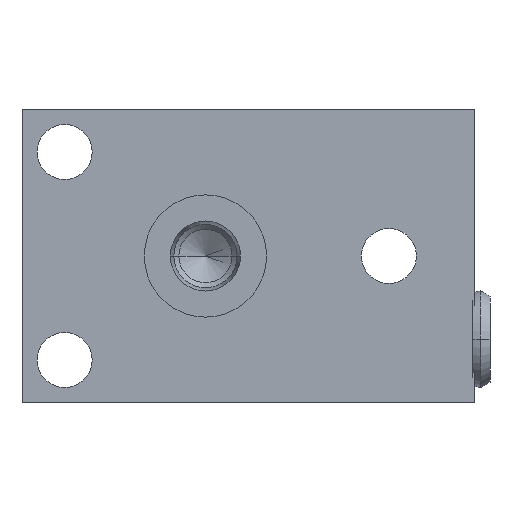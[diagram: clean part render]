
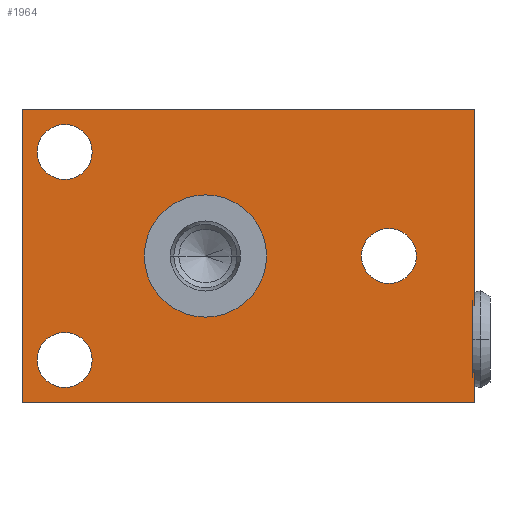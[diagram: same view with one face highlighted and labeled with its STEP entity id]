
A CAD part, front view. The second image highlights one B-rep face of the part: STEP entity #1964.
In plain terms, the highlighted planar face has unit normal (0, -1, 0).
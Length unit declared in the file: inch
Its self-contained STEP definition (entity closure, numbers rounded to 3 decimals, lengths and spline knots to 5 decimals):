
#9=CARTESIAN_POINT('',(-0.719,-0.401,-0.531));
#10=DIRECTION('',(0.,1.,0.));
#11=DIRECTION('',(1.,0.,0.));
#12=AXIS2_PLACEMENT_3D('',#9,#10,#11);
#14=CARTESIAN_POINT('',(-0.719,-0.401,-0.531));
#15=DIRECTION('',(0.,1.,0.));
#16=DIRECTION('',(-1.,0.,0.));
#17=AXIS2_PLACEMENT_3D('',#14,#15,#16);
#19=CARTESIAN_POINT('',(-0.719,-0.401,0.531));
#20=DIRECTION('',(0.,1.,0.));
#21=DIRECTION('',(1.,0.,0.));
#22=AXIS2_PLACEMENT_3D('',#19,#20,#21);
#24=CARTESIAN_POINT('',(-0.719,-0.401,0.531));
#25=DIRECTION('',(0.,1.,0.));
#26=DIRECTION('',(-1.,0.,0.));
#27=AXIS2_PLACEMENT_3D('',#24,#25,#26);
#29=CARTESIAN_POINT('',(0.937,-0.401,0.));
#30=DIRECTION('',(0.,1.,0.));
#31=DIRECTION('',(1.,0.,0.));
#32=AXIS2_PLACEMENT_3D('',#29,#30,#31);
#34=CARTESIAN_POINT('',(0.937,-0.401,0.));
#35=DIRECTION('',(0.,1.,0.));
#36=DIRECTION('',(-1.,0.,0.));
#37=AXIS2_PLACEMENT_3D('',#34,#35,#36);
#39=DIRECTION('',(0.,0.,1.));
#40=VECTOR('',#39,0.34369);
#41=CARTESIAN_POINT('',(1.365,-0.401,-0.59685));
#42=LINE('',#41,#40);
#43=DIRECTION('',(1.,0.,0.));
#44=VECTOR('',#43,0.01);
#45=CARTESIAN_POINT('',(1.365,-0.401,-0.59685));
#46=LINE('',#45,#44);
#47=DIRECTION('',(0.,0.,1.));
#48=VECTOR('',#47,1.5);
#49=CARTESIAN_POINT('',(-0.937,-0.401,-0.75));
#50=LINE('',#49,#48);
#51=DIRECTION('',(1.,0.,0.));
#52=VECTOR('',#51,0.01);
#53=CARTESIAN_POINT('',(1.365,-0.401,-0.25315));
#54=LINE('',#53,#52);
#55=CARTESIAN_POINT('',(0.,-0.401,0.));
#56=DIRECTION('',(0.,-1.,0.));
#57=DIRECTION('',(-1.,0.,0.));
#58=AXIS2_PLACEMENT_3D('',#55,#56,#57);
#60=CARTESIAN_POINT('',(0.,-0.401,0.));
#61=DIRECTION('',(0.,-1.,0.));
#62=DIRECTION('',(1.,0.,0.));
#63=AXIS2_PLACEMENT_3D('',#60,#61,#62);
#127=DIRECTION('',(1.,0.,0.));
#128=VECTOR('',#127,2.312);
#129=CARTESIAN_POINT('',(-0.937,-0.401,-0.75));
#130=LINE('',#129,#128);
#341=DIRECTION('',(0.,0.,1.));
#342=VECTOR('',#341,0.15315);
#343=CARTESIAN_POINT('',(1.375,-0.401,-0.75));
#344=LINE('',#343,#342);
#345=DIRECTION('',(0.,0.,1.));
#346=VECTOR('',#345,1.00315);
#347=CARTESIAN_POINT('',(1.375,-0.401,-0.25315));
#348=LINE('',#347,#346);
#361=DIRECTION('',(1.,0.,0.));
#362=VECTOR('',#361,2.312);
#363=CARTESIAN_POINT('',(-0.937,-0.401,0.75));
#364=LINE('',#363,#362);
#1752=CARTESIAN_POINT('',(-0.937,-0.401,-0.75));
#1754=VERTEX_POINT('',#1752);
#1755=CARTESIAN_POINT('',(1.375,-0.401,-0.75));
#1756=VERTEX_POINT('',#1755);
#1760=CARTESIAN_POINT('',(-0.937,-0.401,0.75));
#1762=VERTEX_POINT('',#1760);
#1763=CARTESIAN_POINT('',(1.375,-0.401,0.75));
#1764=VERTEX_POINT('',#1763);
#1772=CARTESIAN_POINT('',(-0.5785,-0.401,-0.531));
#1774=VERTEX_POINT('',#1772);
#1776=CARTESIAN_POINT('',(-0.8595,-0.401,-0.531));
#1778=VERTEX_POINT('',#1776);
#1780=CARTESIAN_POINT('',(-0.5785,-0.401,0.531));
#1782=VERTEX_POINT('',#1780);
#1784=CARTESIAN_POINT('',(-0.8595,-0.401,0.531));
#1786=VERTEX_POINT('',#1784);
#1788=CARTESIAN_POINT('',(1.0775,-0.401,0.));
#1790=VERTEX_POINT('',#1788);
#1792=CARTESIAN_POINT('',(0.7965,-0.401,0.));
#1794=VERTEX_POINT('',#1792);
#1811=CARTESIAN_POINT('',(1.365,-0.401,-0.59685));
#1812=CARTESIAN_POINT('',(1.365,-0.401,-0.25315));
#1813=VERTEX_POINT('',#1811);
#1814=VERTEX_POINT('',#1812);
#1815=CARTESIAN_POINT('',(1.375,-0.401,-0.59685));
#1816=VERTEX_POINT('',#1815);
#1817=CARTESIAN_POINT('',(1.375,-0.401,-0.25315));
#1818=VERTEX_POINT('',#1817);
#1841=CARTESIAN_POINT('',(-0.3125,-0.401,0.));
#1842=VERTEX_POINT('',#1841);
#1843=CARTESIAN_POINT('',(0.3125,-0.401,0.));
#1844=VERTEX_POINT('',#1843);
#1919=CARTESIAN_POINT('',(-0.937,-0.401,-0.75));
#1920=DIRECTION('',(0.,-1.,0.));
#1921=DIRECTION('',(1.,0.,0.));
#1922=AXIS2_PLACEMENT_3D('',#1919,#1920,#1921);
#1923=PLANE('',#1922);
#1925=ORIENTED_EDGE('',*,*,#1924,.F.);
#1927=ORIENTED_EDGE('',*,*,#1926,.T.);
#1929=ORIENTED_EDGE('',*,*,#1928,.F.);
#1931=ORIENTED_EDGE('',*,*,#1930,.F.);
#1933=ORIENTED_EDGE('',*,*,#1932,.T.);
#1935=ORIENTED_EDGE('',*,*,#1934,.T.);
#1937=ORIENTED_EDGE('',*,*,#1936,.F.);
#1939=ORIENTED_EDGE('',*,*,#1938,.F.);
#1940=EDGE_LOOP('',(#1925,#1927,#1929,#1931,#1933,#1935,#1937,#1939));
#1941=FACE_OUTER_BOUND('',#1940,.F.);
#1942=ORIENTED_EDGE('',*,*,#1911,.F.);
#1943=ORIENTED_EDGE('',*,*,#1900,.F.);
#1944=EDGE_LOOP('',(#1942,#1943));
#1945=FACE_BOUND('',#1944,.F.);
#1947=ORIENTED_EDGE('',*,*,#1946,.F.);
#1949=ORIENTED_EDGE('',*,*,#1948,.F.);
#1950=EDGE_LOOP('',(#1947,#1949));
#1951=FACE_BOUND('',#1950,.F.);
#1953=ORIENTED_EDGE('',*,*,#1952,.F.);
#1955=ORIENTED_EDGE('',*,*,#1954,.F.);
#1956=EDGE_LOOP('',(#1953,#1955));
#1957=FACE_BOUND('',#1956,.F.);
#1959=ORIENTED_EDGE('',*,*,#1958,.T.);
#1961=ORIENTED_EDGE('',*,*,#1960,.T.);
#1962=EDGE_LOOP('',(#1959,#1961));
#1963=FACE_BOUND('',#1962,.F.);
#1964=ADVANCED_FACE('',(#1941,#1945,#1951,#1957,#1963),#1923,.T.);
#13=CIRCLE('',#12,0.1405);
#18=CIRCLE('',#17,0.1405);
#23=CIRCLE('',#22,0.1405);
#28=CIRCLE('',#27,0.1405);
#33=CIRCLE('',#32,0.1405);
#38=CIRCLE('',#37,0.1405);
#59=CIRCLE('',#58,0.3125);
#64=CIRCLE('',#63,0.3125);
#1900=EDGE_CURVE('',#1786,#1782,#28,.T.);
#1911=EDGE_CURVE('',#1782,#1786,#23,.T.);
#1924=EDGE_CURVE('',#1813,#1814,#42,.T.);
#1926=EDGE_CURVE('',#1813,#1816,#46,.T.);
#1928=EDGE_CURVE('',#1756,#1816,#344,.T.);
#1930=EDGE_CURVE('',#1754,#1756,#130,.T.);
#1932=EDGE_CURVE('',#1754,#1762,#50,.T.);
#1934=EDGE_CURVE('',#1762,#1764,#364,.T.);
#1936=EDGE_CURVE('',#1818,#1764,#348,.T.);
#1938=EDGE_CURVE('',#1814,#1818,#54,.T.);
#1946=EDGE_CURVE('',#1790,#1794,#33,.T.);
#1948=EDGE_CURVE('',#1794,#1790,#38,.T.);
#1952=EDGE_CURVE('',#1774,#1778,#13,.T.);
#1954=EDGE_CURVE('',#1778,#1774,#18,.T.);
#1958=EDGE_CURVE('',#1842,#1844,#59,.T.);
#1960=EDGE_CURVE('',#1844,#1842,#64,.T.);
